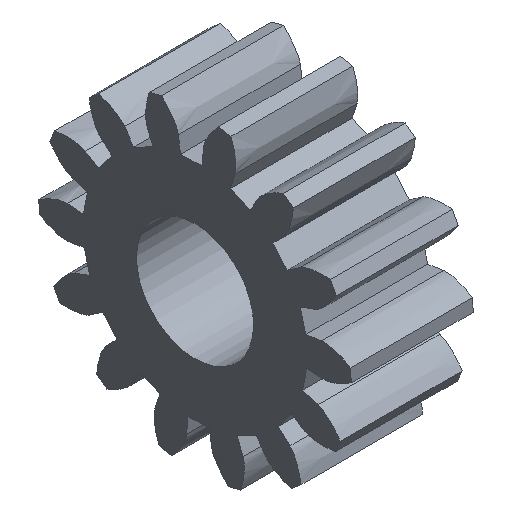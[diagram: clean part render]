
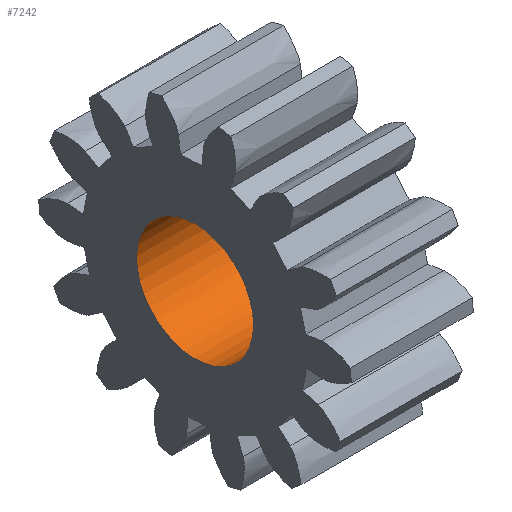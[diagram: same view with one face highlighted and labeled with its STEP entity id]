
A CAD part, isometric view. The second image highlights one B-rep face of the part: STEP entity #7242.
In plain terms, the highlighted cylindrical face has radius 2.4 mm (diameter 4.8 mm), a full revolution.
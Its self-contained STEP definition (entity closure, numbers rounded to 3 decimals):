
#79 = PLANE('',#80);
#80 = AXIS2_PLACEMENT_3D('',#81,#82,#83);
#81 = CARTESIAN_POINT('',(40.5,0.,47.));
#82 = DIRECTION('',(1.,0.,0.));
#83 = DIRECTION('',(0.,0.191,-0.982)
  );
#140 = PLANE('',#141);
#141 = AXIS2_PLACEMENT_3D('',#142,#143,#144);
#142 = CARTESIAN_POINT('',(35.5,0.,47.));
#143 = DIRECTION('',(1.,0.,0.));
#144 = DIRECTION('',(0.,0.191,-0.982)
  );
#2998 = EDGE_CURVE('',#2999,#2999,#3001,.T.);
#2999 = VERTEX_POINT('',#3000);
#3000 = CARTESIAN_POINT('',(35.5,0.458,44.644));
#3001 = SURFACE_CURVE('',#3002,(#3007,#3014),.PCURVE_S1.);
#3002 = CIRCLE('',#3003,2.4);
#3003 = AXIS2_PLACEMENT_3D('',#3004,#3005,#3006);
#3004 = CARTESIAN_POINT('',(35.5,0.,47.));
#3005 = DIRECTION('',(1.,0.,0.));
#3006 = DIRECTION('',(0.,0.191,-0.982
    ));
#3007 = PCURVE('',#140,#3008);
#3008 = DEFINITIONAL_REPRESENTATION('',(#3009),#3013);
#3009 = CIRCLE('',#3010,2.4);
#3010 = AXIS2_PLACEMENT_2D('',#3011,#3012);
#3011 = CARTESIAN_POINT('',(0.,0.));
#3012 = DIRECTION('',(1.,0.));
#3013 = ( GEOMETRIC_REPRESENTATION_CONTEXT(2) 
PARAMETRIC_REPRESENTATION_CONTEXT() REPRESENTATION_CONTEXT('2D SPACE',''
  ) );
#3014 = PCURVE('',#3015,#3020);
#3015 = CYLINDRICAL_SURFACE('',#3016,2.4);
#3016 = AXIS2_PLACEMENT_3D('',#3017,#3018,#3019);
#3017 = CARTESIAN_POINT('',(40.5,0.,47.));
#3018 = DIRECTION('',(1.,0.,0.));
#3019 = DIRECTION('',(0.,0.191,-0.982
    ));
#3020 = DEFINITIONAL_REPRESENTATION('',(#3021),#3025);
#3021 = LINE('',#3022,#3023);
#3022 = CARTESIAN_POINT('',(0.,-5.));
#3023 = VECTOR('',#3024,1.);
#3024 = DIRECTION('',(1.,0.));
#3025 = ( GEOMETRIC_REPRESENTATION_CONTEXT(2) 
PARAMETRIC_REPRESENTATION_CONTEXT() REPRESENTATION_CONTEXT('2D SPACE',''
  ) );
#5052 = EDGE_CURVE('',#5053,#5053,#5055,.T.);
#5053 = VERTEX_POINT('',#5054);
#5054 = CARTESIAN_POINT('',(40.5,0.458,44.644));
#5055 = SURFACE_CURVE('',#5056,(#5061,#5068),.PCURVE_S1.);
#5056 = CIRCLE('',#5057,2.4);
#5057 = AXIS2_PLACEMENT_3D('',#5058,#5059,#5060);
#5058 = CARTESIAN_POINT('',(40.5,0.,47.));
#5059 = DIRECTION('',(1.,0.,0.));
#5060 = DIRECTION('',(0.,0.191,-0.982
    ));
#5061 = PCURVE('',#79,#5062);
#5062 = DEFINITIONAL_REPRESENTATION('',(#5063),#5067);
#5063 = CIRCLE('',#5064,2.4);
#5064 = AXIS2_PLACEMENT_2D('',#5065,#5066);
#5065 = CARTESIAN_POINT('',(0.,0.));
#5066 = DIRECTION('',(1.,0.));
#5067 = ( GEOMETRIC_REPRESENTATION_CONTEXT(2) 
PARAMETRIC_REPRESENTATION_CONTEXT() REPRESENTATION_CONTEXT('2D SPACE',''
  ) );
#5068 = PCURVE('',#3015,#5069);
#5069 = DEFINITIONAL_REPRESENTATION('',(#5070),#5074);
#5070 = LINE('',#5071,#5072);
#5071 = CARTESIAN_POINT('',(0.,0.));
#5072 = VECTOR('',#5073,1.);
#5073 = DIRECTION('',(1.,0.));
#5074 = ( GEOMETRIC_REPRESENTATION_CONTEXT(2) 
PARAMETRIC_REPRESENTATION_CONTEXT() REPRESENTATION_CONTEXT('2D SPACE',''
  ) );
#7242 = ADVANCED_FACE('',(#7243),#3015,.F.);
#7243 = FACE_BOUND('',#7244,.F.);
#7244 = EDGE_LOOP('',(#7245,#7266,#7267,#7268));
#7245 = ORIENTED_EDGE('',*,*,#7246,.T.);
#7246 = EDGE_CURVE('',#5053,#2999,#7247,.T.);
#7247 = SEAM_CURVE('',#7248,(#7252,#7259),.PCURVE_S1.);
#7248 = LINE('',#7249,#7250);
#7249 = CARTESIAN_POINT('',(40.5,0.458,44.644));
#7250 = VECTOR('',#7251,1.);
#7251 = DIRECTION('',(-1.,-0.,0.));
#7252 = PCURVE('',#3015,#7253);
#7253 = DEFINITIONAL_REPRESENTATION('',(#7254),#7258);
#7254 = LINE('',#7255,#7256);
#7255 = CARTESIAN_POINT('',(0.,0.));
#7256 = VECTOR('',#7257,1.);
#7257 = DIRECTION('',(0.,-1.));
#7258 = ( GEOMETRIC_REPRESENTATION_CONTEXT(2) 
PARAMETRIC_REPRESENTATION_CONTEXT() REPRESENTATION_CONTEXT('2D SPACE',''
  ) );
#7259 = PCURVE('',#3015,#7260);
#7260 = DEFINITIONAL_REPRESENTATION('',(#7261),#7265);
#7261 = LINE('',#7262,#7263);
#7262 = CARTESIAN_POINT('',(6.283,0.));
#7263 = VECTOR('',#7264,1.);
#7264 = DIRECTION('',(0.,-1.));
#7265 = ( GEOMETRIC_REPRESENTATION_CONTEXT(2) 
PARAMETRIC_REPRESENTATION_CONTEXT() REPRESENTATION_CONTEXT('2D SPACE',''
  ) );
#7266 = ORIENTED_EDGE('',*,*,#2998,.T.);
#7267 = ORIENTED_EDGE('',*,*,#7246,.F.);
#7268 = ORIENTED_EDGE('',*,*,#5052,.F.);
